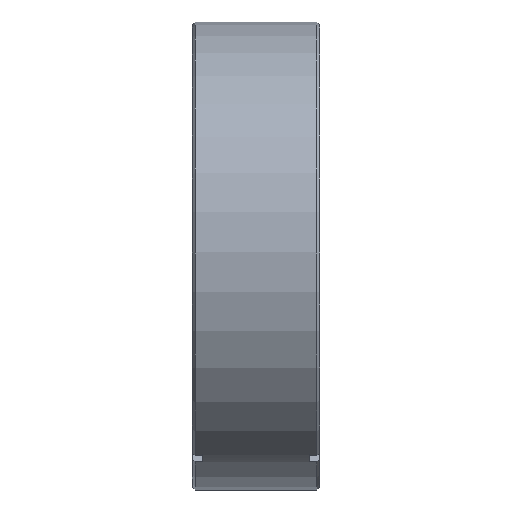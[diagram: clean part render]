
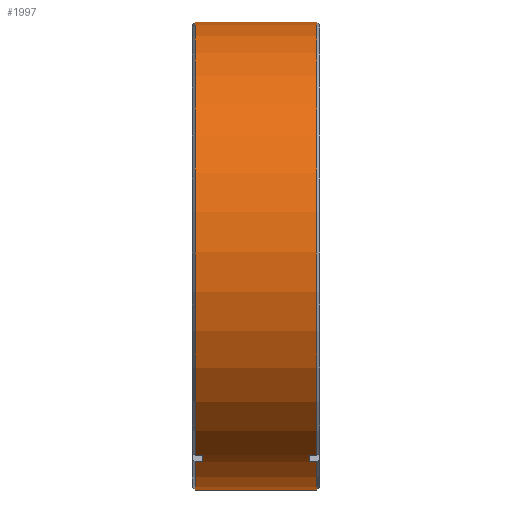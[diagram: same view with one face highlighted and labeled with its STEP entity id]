
A CAD part, left-side view. The second image highlights one B-rep face of the part: STEP entity #1997.
In plain terms, the highlighted cylindrical face has radius 35 mm (diameter 70 mm), a partial arc.
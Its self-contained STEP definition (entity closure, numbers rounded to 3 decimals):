
#29 = DIRECTION ( 'NONE',  ( 0., -1., 0. ) ) ;
#31 = LINE ( 'NONE', #923, #33 ) ;
#33 = VECTOR ( 'NONE', #2130, 1000. ) ;
#56 = DIRECTION ( 'NONE',  ( 0., 0., 1. ) ) ;
#87 = CARTESIAN_POINT ( 'NONE',  ( 0., 8., 0. ) ) ;
#94 = EDGE_LOOP ( 'NONE', ( #898, #1331, #721, #507, #1683, #866, #270, #882, #249, #142, #1755, #205 ) ) ;
#98 = VERTEX_POINT ( 'NONE', #1896 ) ;
#107 = CARTESIAN_POINT ( 'NONE',  ( -16.627, 31.392, -30.799 ) ) ;
#120 = VERTEX_POINT ( 'NONE', #1665 ) ;
#125 = CARTESIAN_POINT ( 'NONE',  ( 0., -9.1, 0. ) ) ;
#130 = CARTESIAN_POINT ( 'NONE',  ( -18.359, -9.1, -29.799 ) ) ;
#142 = ORIENTED_EDGE ( 'NONE', *, *, #858, .F. ) ;
#145 = DIRECTION ( 'NONE',  ( 0., 1., 0. ) ) ;
#181 = VERTEX_POINT ( 'NONE', #1658 ) ;
#193 = CIRCLE ( 'NONE', #1168, 35. ) ;
#205 = ORIENTED_EDGE ( 'NONE', *, *, #1723, .T. ) ;
#232 = DIRECTION ( 'NONE',  ( 0., 0., -1. ) ) ;
#233 = DIRECTION ( 'NONE',  ( 0., 0., 1. ) ) ;
#249 = ORIENTED_EDGE ( 'NONE', *, *, #449, .F. ) ;
#262 = DIRECTION ( 'NONE',  ( 0., 0., -1. ) ) ;
#270 = ORIENTED_EDGE ( 'NONE', *, *, #1649, .T. ) ;
#338 = CIRCLE ( 'NONE', #1197, 35. ) ;
#353 = DIRECTION ( 'NONE',  ( 0., -1., 0. ) ) ;
#395 = CARTESIAN_POINT ( 'NONE',  ( -18.359, -8., -29.799 ) ) ;
#449 = EDGE_CURVE ( 'NONE', #637, #874, #1198, .T. ) ;
#450 = CARTESIAN_POINT ( 'NONE',  ( -16.627, 8., -30.799 ) ) ;
#455 = CARTESIAN_POINT ( 'NONE',  ( 0., 31.392, 35. ) ) ;
#479 = DIRECTION ( 'NONE',  ( 0., 1., 0. ) ) ;
#489 = DIRECTION ( 'NONE',  ( 0., 1., 0. ) ) ;
#507 = ORIENTED_EDGE ( 'NONE', *, *, #1913, .F. ) ;
#592 = DIRECTION ( 'NONE',  ( 0., 1., 0. ) ) ;
#601 = VERTEX_POINT ( 'NONE', #1994 ) ;
#604 = VECTOR ( 'NONE', #2199, 1000. ) ;
#630 = LINE ( 'NONE', #826, #604 ) ;
#637 = VERTEX_POINT ( 'NONE', #993 ) ;
#665 = CIRCLE ( 'NONE', #1236, 35. ) ;
#667 = VECTOR ( 'NONE', #1328, 1000. ) ;
#668 = LINE ( 'NONE', #107, #667 ) ;
#673 = VERTEX_POINT ( 'NONE', #450 ) ;
#721 = ORIENTED_EDGE ( 'NONE', *, *, #1692, .T. ) ;
#746 = CARTESIAN_POINT ( 'NONE',  ( -16.627, 31.392, -30.799 ) ) ;
#791 = DIRECTION ( 'NONE',  ( 0., 1., 0. ) ) ;
#795 = CARTESIAN_POINT ( 'NONE',  ( -18.359, 9.1, -29.799 ) ) ;
#826 = CARTESIAN_POINT ( 'NONE',  ( -18.359, 31.392, -29.799 ) ) ;
#828 = EDGE_CURVE ( 'NONE', #1527, #181, #31, .T. ) ;
#858 = EDGE_CURVE ( 'NONE', #673, #637, #1883, .T. ) ;
#862 = CARTESIAN_POINT ( 'NONE',  ( 0., 9.1, 0. ) ) ;
#866 = ORIENTED_EDGE ( 'NONE', *, *, #1796, .T. ) ;
#874 = VERTEX_POINT ( 'NONE', #795 ) ;
#882 = ORIENTED_EDGE ( 'NONE', *, *, #1856, .T. ) ;
#898 = ORIENTED_EDGE ( 'NONE', *, *, #828, .F. ) ;
#902 = DIRECTION ( 'NONE',  ( 0., -1., 0. ) ) ;
#923 = CARTESIAN_POINT ( 'NONE',  ( 0., 31.392, -35. ) ) ;
#976 = CARTESIAN_POINT ( 'NONE',  ( -18.359, 31.392, -29.799 ) ) ;
#991 = CARTESIAN_POINT ( 'NONE',  ( 0., -9.1, -35. ) ) ;
#993 = CARTESIAN_POINT ( 'NONE',  ( -18.359, 8., -29.799 ) ) ;
#1001 = CARTESIAN_POINT ( 'NONE',  ( 0., -9.1, 35. ) ) ;
#1002 = DIRECTION ( 'NONE',  ( 0., 0., 1. ) ) ;
#1043 = VECTOR ( 'NONE', #145, 1000. ) ;
#1091 = DIRECTION ( 'NONE',  ( 0., 1., 0. ) ) ;
#1126 = AXIS2_PLACEMENT_3D ( 'NONE', #1711, #791, #233 ) ;
#1140 = DIRECTION ( 'NONE',  ( 0., 1., 0. ) ) ;
#1168 = AXIS2_PLACEMENT_3D ( 'NONE', #2086, #902, #56 ) ;
#1197 = AXIS2_PLACEMENT_3D ( 'NONE', #862, #29, #1002 ) ;
#1198 = LINE ( 'NONE', #976, #1043 ) ;
#1236 = AXIS2_PLACEMENT_3D ( 'NONE', #125, #1140, #262 ) ;
#1238 = CARTESIAN_POINT ( 'NONE',  ( 0., 9.1, 35. ) ) ;
#1261 = CARTESIAN_POINT ( 'NONE',  ( 0., 9.1, 0. ) ) ;
#1287 = AXIS2_PLACEMENT_3D ( 'NONE', #1261, #353, #1463 ) ;
#1307 = AXIS2_PLACEMENT_3D ( 'NONE', #1436, #489, #1645 ) ;
#1321 = VERTEX_POINT ( 'NONE', #130 ) ;
#1328 = DIRECTION ( 'NONE',  ( 0., -1., 0. ) ) ;
#1331 = ORIENTED_EDGE ( 'NONE', *, *, #1701, .T. ) ;
#1436 = CARTESIAN_POINT ( 'NONE',  ( 0., -9.1, 0. ) ) ;
#1444 = AXIS2_PLACEMENT_3D ( 'NONE', #87, #1091, #232 ) ;
#1463 = DIRECTION ( 'NONE',  ( 0., 0., 1. ) ) ;
#1527 = VERTEX_POINT ( 'NONE', #991 ) ;
#1571 = CIRCLE ( 'NONE', #1287, 35. ) ;
#1639 = VECTOR ( 'NONE', #479, 1000. ) ;
#1645 = DIRECTION ( 'NONE',  ( 0., 0., -1. ) ) ;
#1649 = EDGE_CURVE ( 'NONE', #2156, #2200, #2043, .T. ) ;
#1658 = CARTESIAN_POINT ( 'NONE',  ( 0., 9.1, -35. ) ) ;
#1665 = CARTESIAN_POINT ( 'NONE',  ( -16.627, 9.1, -30.799 ) ) ;
#1673 = CIRCLE ( 'NONE', #1307, 35. ) ;
#1683 = ORIENTED_EDGE ( 'NONE', *, *, #1802, .T. ) ;
#1692 = EDGE_CURVE ( 'NONE', #98, #601, #1713, .T. ) ;
#1701 = EDGE_CURVE ( 'NONE', #1527, #98, #1673, .T. ) ;
#1711 = CARTESIAN_POINT ( 'NONE',  ( 0., 31.392, 0. ) ) ;
#1713 = LINE ( 'NONE', #746, #1639 ) ;
#1723 = EDGE_CURVE ( 'NONE', #120, #181, #1571, .T. ) ;
#1755 = ORIENTED_EDGE ( 'NONE', *, *, #1792, .F. ) ;
#1792 = EDGE_CURVE ( 'NONE', #120, #673, #668, .T. ) ;
#1796 = EDGE_CURVE ( 'NONE', #1321, #2156, #665, .T. ) ;
#1802 = EDGE_CURVE ( 'NONE', #2077, #1321, #630, .T. ) ;
#1856 = EDGE_CURVE ( 'NONE', #2200, #874, #338, .T. ) ;
#1883 = CIRCLE ( 'NONE', #1444, 35. ) ;
#1896 = CARTESIAN_POINT ( 'NONE',  ( -16.627, -9.1, -30.799 ) ) ;
#1913 = EDGE_CURVE ( 'NONE', #2077, #601, #193, .T. ) ;
#1994 = CARTESIAN_POINT ( 'NONE',  ( -16.627, -8., -30.799 ) ) ;
#1997 = ADVANCED_FACE ( 'NONE', ( #2076 ), #2034, .T. ) ;
#2019 = VECTOR ( 'NONE', #592, 1000. ) ;
#2034 = CYLINDRICAL_SURFACE ( 'NONE', #1126, 35. ) ;
#2043 = LINE ( 'NONE', #455, #2019 ) ;
#2076 = FACE_OUTER_BOUND ( 'NONE', #94, .T. ) ;
#2077 = VERTEX_POINT ( 'NONE', #395 ) ;
#2086 = CARTESIAN_POINT ( 'NONE',  ( 0., -8., 0. ) ) ;
#2130 = DIRECTION ( 'NONE',  ( 0., 1., 0. ) ) ;
#2156 = VERTEX_POINT ( 'NONE', #1001 ) ;
#2199 = DIRECTION ( 'NONE',  ( 0., -1., 0. ) ) ;
#2200 = VERTEX_POINT ( 'NONE', #1238 ) ;
